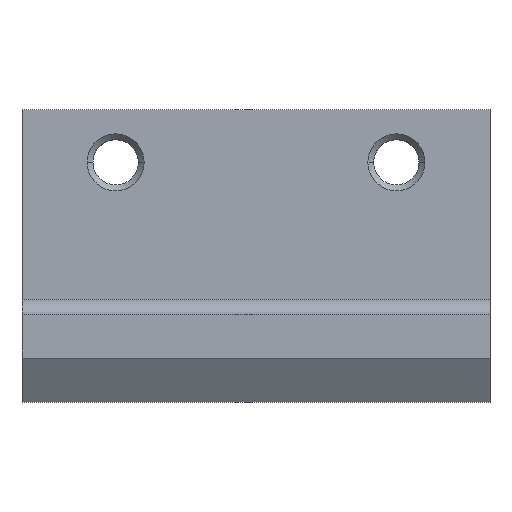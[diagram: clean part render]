
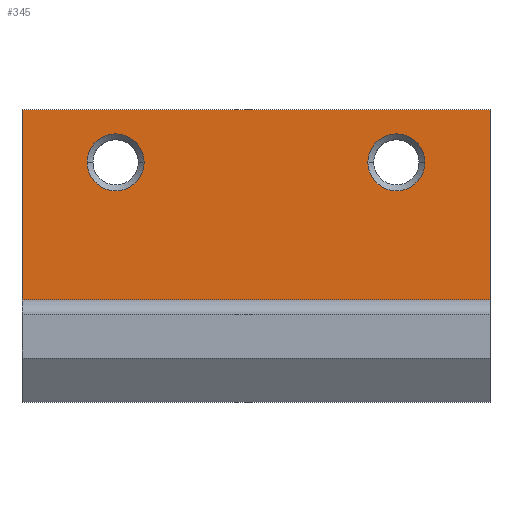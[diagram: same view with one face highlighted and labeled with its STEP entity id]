
A CAD part, top view. The second image highlights one B-rep face of the part: STEP entity #345.
In plain terms, the highlighted planar face has unit normal (0, 0, 1).
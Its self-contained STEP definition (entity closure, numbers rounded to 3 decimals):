
#201=CARTESIAN_POINT('',(-57.75,24.5,32.0));
#202=VERTEX_POINT('',#201);
#209=CARTESIAN_POINT('',(-38.25,24.5,32.0));
#210=VERTEX_POINT('',#209);
#211=CARTESIAN_POINT('',(-48.0,24.5,32.0));
#212=DIRECTION('',(0.0,-0.0,1.0));
#213=DIRECTION('',(-0.5,0.866,0.0));
#214=AXIS2_PLACEMENT_3D('',#211,#212,#213);
#215=CIRCLE('',#214,9.75);
#216=EDGE_CURVE('n� 78369',#202,#210,#215,.T.);
#234=CARTESIAN_POINT('',(-48.0,24.5,32.0));
#235=DIRECTION('',(-0.0,-0.0,1.0));
#236=DIRECTION('',(1.0,0.0,0.0));
#237=AXIS2_PLACEMENT_3D('',#234,#235,#236);
#238=CIRCLE('',#237,9.75);
#239=EDGE_CURVE('n� 78380',#210,#202,#238,.T.);
#282=CARTESIAN_POINT('',(80.0,-22.5,32.0));
#283=VERTEX_POINT('',#282);
#284=CARTESIAN_POINT('',(80.0,42.5,32.0));
#285=VERTEX_POINT('',#284);
#286=CARTESIAN_POINT('',(80.0,0.0,32.0));
#287=DIRECTION('',(0.0,1.0,0.0));
#288=VECTOR('',#287,1.0);
#289=LINE('',#286,#288);
#290=EDGE_CURVE('n� 70383',#283,#285,#289,.T.);
#291=ORIENTED_EDGE('n� 45817',*,*,#290,.T.);
#292=CARTESIAN_POINT('',(-80.0,42.5,32.0));
#293=VERTEX_POINT('',#292);
#294=CARTESIAN_POINT('',(0.0,42.5,32.0));
#295=DIRECTION('',(1.0,0.0,0.0));
#296=VECTOR('',#295,1.0);
#297=LINE('',#294,#296);
#298=EDGE_CURVE('n� 45784',#293,#285,#297,.T.);
#299=ORIENTED_EDGE('n� 45818',*,*,#298,.F.);
#300=CARTESIAN_POINT('',(-80.0,-22.5,32.0));
#301=VERTEX_POINT('',#300);
#302=CARTESIAN_POINT('',(-80.0,0.0,32.0));
#303=DIRECTION('',(0.0,-1.0,0.0));
#304=VECTOR('',#303,1.0);
#305=LINE('',#302,#304);
#306=EDGE_CURVE('n� 70346',#293,#301,#305,.T.);
#307=ORIENTED_EDGE('n� 45815',*,*,#306,.T.);
#308=CARTESIAN_POINT('',(0.0,-22.5,32.0));
#309=DIRECTION('',(1.0,0.0,0.0));
#310=VECTOR('',#309,1.0);
#311=LINE('',#308,#310);
#312=EDGE_CURVE('n� 156801',#301,#283,#311,.T.);
#313=ORIENTED_EDGE('n� 70018',*,*,#312,.T.);
#314=EDGE_LOOP('',(#291,#299,#307,#313));
#315=FACE_OUTER_BOUND('',#314,.T.);
#316=CARTESIAN_POINT('',(38.25,24.5,32.0));
#317=VERTEX_POINT('',#316);
#318=CARTESIAN_POINT('',(57.75,24.5,32.0));
#319=VERTEX_POINT('',#318);
#320=CARTESIAN_POINT('',(48.0,24.5,32.0));
#321=DIRECTION('',(0.0,0.0,1.0));
#322=DIRECTION('',(1.0,0.0,0.0));
#323=AXIS2_PLACEMENT_3D('',#320,#321,#322);
#324=CIRCLE('',#323,9.75);
#325=EDGE_CURVE('n� 78641',#317,#319,#324,.T.);
#326=ORIENTED_EDGE('n� 78629',*,*,#325,.F.);
#327=CARTESIAN_POINT('',(48.0,24.5,32.0));
#328=DIRECTION('',(0.0,0.0,1.0));
#329=DIRECTION('',(1.0,0.0,0.0));
#330=AXIS2_PLACEMENT_3D('',#327,#328,#329);
#331=CIRCLE('',#330,9.75);
#332=EDGE_CURVE('n� 78649',#319,#317,#331,.T.);
#333=ORIENTED_EDGE('n� 78595',*,*,#332,.F.);
#334=EDGE_LOOP('',(#326,#333));
#335=FACE_BOUND('',#334,.T.);
#336=ORIENTED_EDGE('n� 78361',*,*,#216,.F.);
#337=ORIENTED_EDGE('n� 78327',*,*,#239,.F.);
#338=EDGE_LOOP('',(#336,#337));
#339=FACE_BOUND('',#338,.T.);
#340=CARTESIAN_POINT('',(0.0,0.0,32.0));
#341=DIRECTION('',(0.0,0.0,1.0));
#342=DIRECTION('',(1.0,0.0,0.0));
#343=AXIS2_PLACEMENT_3D('',#340,#341,#342);
#344=PLANE('',#343);
#345=ADVANCED_FACE('n� 156802',(#315,#335,#339),#344,.T.);
